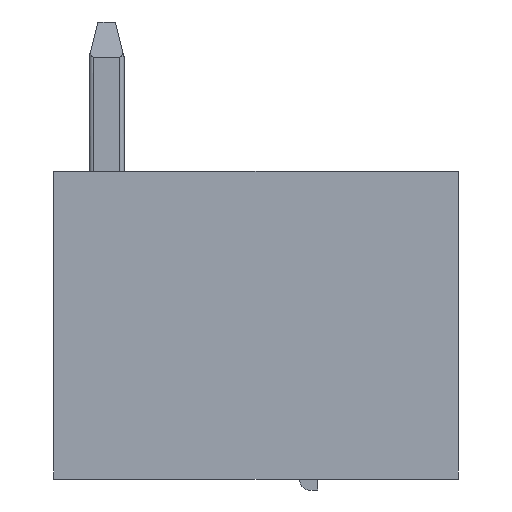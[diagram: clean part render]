
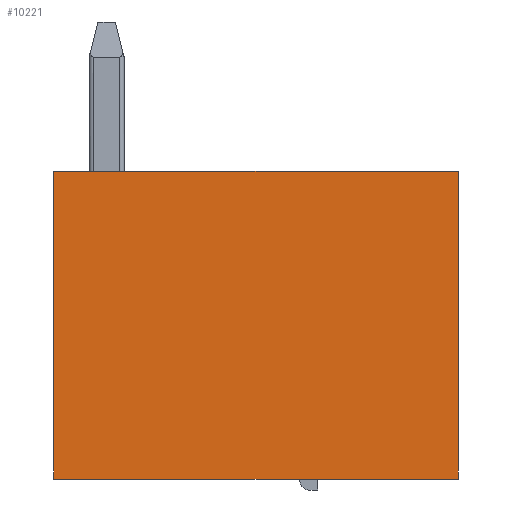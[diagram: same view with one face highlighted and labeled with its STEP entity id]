
A CAD part, front view. The second image highlights one B-rep face of the part: STEP entity #10221.
In plain terms, the highlighted planar face has unit normal (0, -1, 0).
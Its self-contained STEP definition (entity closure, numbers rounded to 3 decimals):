
#74=DIRECTION('',(0.,0.,1.));
#75=VECTOR('',#74,7.);
#76=CARTESIAN_POINT('',(0.,-4.51,-7.));
#77=LINE('',#76,#75);
#512=DIRECTION('',(0.,0.,1.));
#513=VECTOR('',#512,7.);
#514=CARTESIAN_POINT('',(9.2,-4.51,-7.));
#515=LINE('',#514,#513);
#3253=DIRECTION('',(-1.,0.,0.));
#3254=VECTOR('',#3253,9.2);
#3255=CARTESIAN_POINT('',(9.2,-4.51,0.));
#3256=LINE('',#3255,#3254);
#3543=DIRECTION('',(-1.,0.,0.));
#3544=VECTOR('',#3543,9.2);
#3545=CARTESIAN_POINT('',(9.2,-4.51,-7.));
#3546=LINE('',#3545,#3544);
#5134=CARTESIAN_POINT('',(9.2,-4.51,-7.));
#5135=CARTESIAN_POINT('',(9.2,-4.51,0.));
#5136=VERTEX_POINT('',#5134);
#5137=VERTEX_POINT('',#5135);
#5142=CARTESIAN_POINT('',(0.,-4.51,-7.));
#5143=CARTESIAN_POINT('',(0.,-4.51,0.));
#5144=VERTEX_POINT('',#5142);
#5145=VERTEX_POINT('',#5143);
#10210=CARTESIAN_POINT('',(9.2,-4.51,-7.));
#10211=DIRECTION('',(0.,1.,0.));
#10212=DIRECTION('',(0.,0.,1.));
#10213=AXIS2_PLACEMENT_3D('',#10210,#10211,#10212);
#10214=PLANE('',#10213);
#10215=ORIENTED_EDGE('',*,*,#5736,.F.);
#10216=ORIENTED_EDGE('',*,*,#5564,.T.);
#10217=ORIENTED_EDGE('',*,*,#5601,.T.);
#10218=ORIENTED_EDGE('',*,*,#10044,.F.);
#10219=EDGE_LOOP('',(#10215,#10216,#10217,#10218));
#10220=FACE_OUTER_BOUND('',#10219,.F.);
#10221=ADVANCED_FACE('',(#10220),#10214,.F.);
#5564=EDGE_CURVE('',#5136,#5144,#3546,.T.);
#5601=EDGE_CURVE('',#5144,#5145,#77,.T.);
#5736=EDGE_CURVE('',#5136,#5137,#515,.T.);
#10044=EDGE_CURVE('',#5137,#5145,#3256,.T.);
